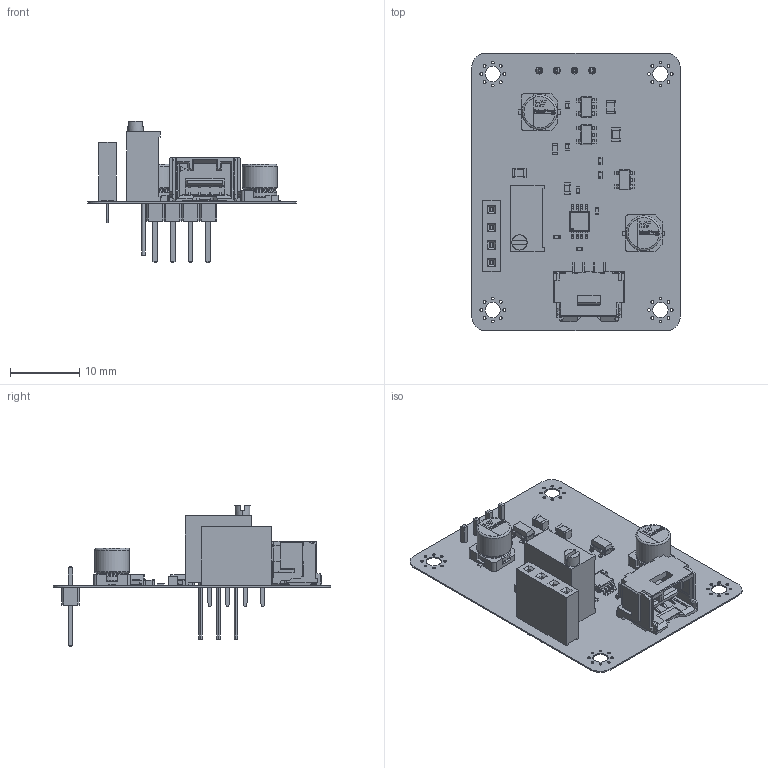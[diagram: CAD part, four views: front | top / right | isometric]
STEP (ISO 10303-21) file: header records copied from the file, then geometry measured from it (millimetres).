
FILE_DESCRIPTION(('KiCad electronic assembly'),'2;1');
FILE_NAME('StrainGauge.step','2025-04-30T11:25:04',('Pcbnew'),('Kicad'), 'Open CASCADE STEP processor 7.7','KiCad to STEP converter','Unknown' );
FILE_SCHEMA(('AUTOMOTIVE_DESIGN { 1 0 10303 214 1 1 1 1 }'));
Length unit declared in the file: millimetre
Products named in the file (24): StrainGauge 1; C_0402_1005Metric; 502585-0470; 5025850470; R_0402_1005Metric; PinSocket_1x04_P2.54mm_Vertical; SOT-23-5; SOT_23_5; INA333AIDGKR; DGK8; PV36W103C01B00; PV36W203C01B00; WCAP-AS5H_5X5.5; Assem1; C_0805_2012Metric; C_0603_1608Metric; PinHeader_1x04_P2.54mm_Vertical; PinHeader_1x04_P254mm_Vertical; StrainGauge_PCB
Assembly tree (35 placements, depth 3):
  StrainGauge 1
    C_0402_1005Metric  x5
      C_0402_1005Metric
    502585-0470
      5025850470
    R_0402_1005Metric  x3
      R_0402_1005Metric
    PinSocket_1x04_P2.54mm_Vertical
      PinSocket_1x04_P2.54mm_Vertical
    SOT-23-5  x3
      SOT_23_5
    INA333AIDGKR
      DGK8
    PV36W103C01B00
      PV36W203C01B00
    WCAP-AS5H_5X5.5  x2
      Assem1
    C_0805_2012Metric  x3
      C_0805_2012Metric
    C_0603_1608Metric  x2
      C_0603_1608Metric
    PinHeader_1x04_P2.54mm_Vertical
      PinHeader_1x04_P254mm_Vertical
    StrainGauge_PCB
Bounding box: 30 x 40 x 20.38 mm (x, y, z)
Volume: 1418.6 mm3; surface area: 4634.8 mm2
Topology: 39 solids, 39 shells, 2029 faces, 5352 edges, 3502 vertices
Faces by surface type: plane 1451, cylinder 437, bspline 87, extrusion 32, torus 14, sphere 8
Full cylindrical faces by diameter (mm): 0.4 x32, 0.625 x2, 0.725 x2, 0.9 x4, 1 x16, 1.225 x2, 1.325 x2, 1.626 x3, 2.2 x4, 3.025 x2, 3.125 x2, 3.5 x2, 4.45 x2, 4.9 x2, 5 x2
Entity records: 45744 total; most frequent: CARTESIAN_POINT 8518, ORIENTED_EDGE 7104, DIRECTION 6550, EDGE_CURVE 3552, VECTOR 2868, LINE 2852, VERTEX_POINT 2309, AXIS2_PLACEMENT_3D 1841
